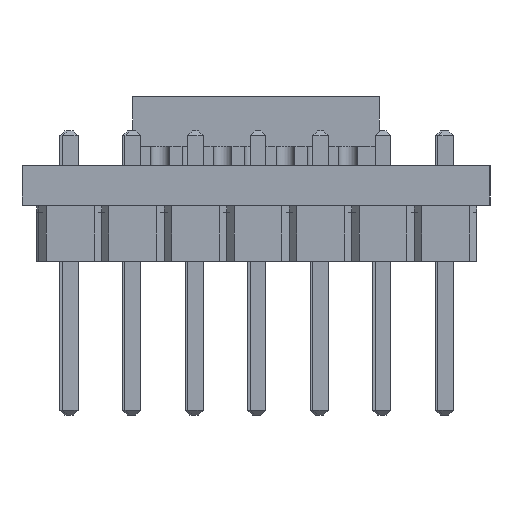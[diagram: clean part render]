
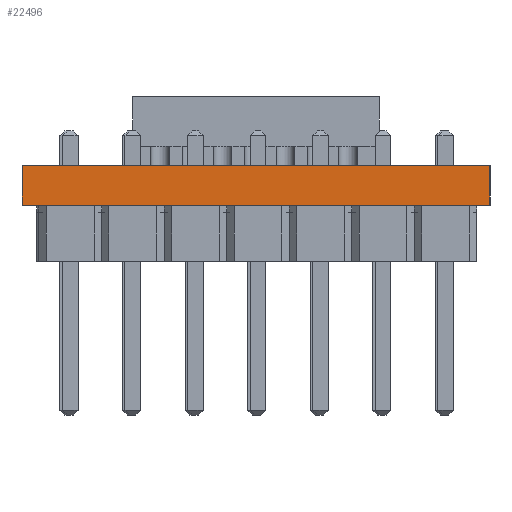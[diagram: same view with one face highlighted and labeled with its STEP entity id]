
A CAD part, left-side view. The second image highlights one B-rep face of the part: STEP entity #22496.
In plain terms, the highlighted planar face has unit normal (-1, 0, 0).
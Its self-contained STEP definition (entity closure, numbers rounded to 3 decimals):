
#132 = CARTESIAN_POINT ( 'NONE',  ( 0., 19., -1.591 ) ) ;
#2730 = VECTOR ( 'NONE', #7414, 1000. ) ;
#2922 = CARTESIAN_POINT ( 'NONE',  ( 0., 19., 0. ) ) ;
#4184 = PLANE ( 'NONE',  #19089 ) ;
#4375 = DIRECTION ( 'NONE',  ( 0., 0., -1. ) ) ;
#4497 = VERTEX_POINT ( 'NONE', #11555 ) ;
#4961 = ORIENTED_EDGE ( 'NONE', *, *, #24847, .T. ) ;
#7414 = DIRECTION ( 'NONE',  ( 0., 1., 0. ) ) ;
#8094 = VECTOR ( 'NONE', #20618, 1000. ) ;
#9457 = VECTOR ( 'NONE', #32076, 1000. ) ;
#11555 = CARTESIAN_POINT ( 'NONE',  ( 0., 0., -1.591 ) ) ;
#13802 = LINE ( 'NONE', #24154, #2730 ) ;
#14102 = EDGE_CURVE ( 'NONE', #39475, #33225, #31616, .T. ) ;
#14280 = EDGE_LOOP ( 'NONE', ( #4961, #32821, #29566, #28256 ) ) ;
#14808 = EDGE_CURVE ( 'NONE', #4497, #43366, #13802, .T. ) ;
#15764 = CARTESIAN_POINT ( 'NONE',  ( 0., 0., 0. ) ) ;
#16747 = CARTESIAN_POINT ( 'NONE',  ( 0., 19., -1.591 ) ) ;
#16926 = EDGE_CURVE ( 'NONE', #39475, #43366, #20434, .T. ) ;
#19089 = AXIS2_PLACEMENT_3D ( 'NONE', #132, #29357, #4375 ) ;
#20434 = LINE ( 'NONE', #30690, #51110 ) ;
#20618 = DIRECTION ( 'NONE',  ( 0., 0., 1. ) ) ;
#22457 = DIRECTION ( 'NONE',  ( 0., 0., -1. ) ) ;
#22496 = ADVANCED_FACE ( 'NONE', ( #47760 ), #4184, .F. ) ;
#24154 = CARTESIAN_POINT ( 'NONE',  ( 0., 0., -1.591 ) ) ;
#24847 = EDGE_CURVE ( 'NONE', #4497, #33225, #51162, .T. ) ;
#28256 = ORIENTED_EDGE ( 'NONE', *, *, #14808, .F. ) ;
#29357 = DIRECTION ( 'NONE',  ( 1., 0., 0. ) ) ;
#29566 = ORIENTED_EDGE ( 'NONE', *, *, #16926, .T. ) ;
#30690 = CARTESIAN_POINT ( 'NONE',  ( 0., 19., -1.591 ) ) ;
#31616 = LINE ( 'NONE', #2922, #9457 ) ;
#32076 = DIRECTION ( 'NONE',  ( 0., -1., 0. ) ) ;
#32821 = ORIENTED_EDGE ( 'NONE', *, *, #14102, .F. ) ;
#33225 = VERTEX_POINT ( 'NONE', #15764 ) ;
#39475 = VERTEX_POINT ( 'NONE', #50293 ) ;
#43366 = VERTEX_POINT ( 'NONE', #16747 ) ;
#47760 = FACE_OUTER_BOUND ( 'NONE', #14280, .T. ) ;
#49806 = CARTESIAN_POINT ( 'NONE',  ( 0., 0., -1.591 ) ) ;
#50293 = CARTESIAN_POINT ( 'NONE',  ( 0., 19., 0. ) ) ;
#51110 = VECTOR ( 'NONE', #22457, 1000. ) ;
#51162 = LINE ( 'NONE', #49806, #8094 ) ;
